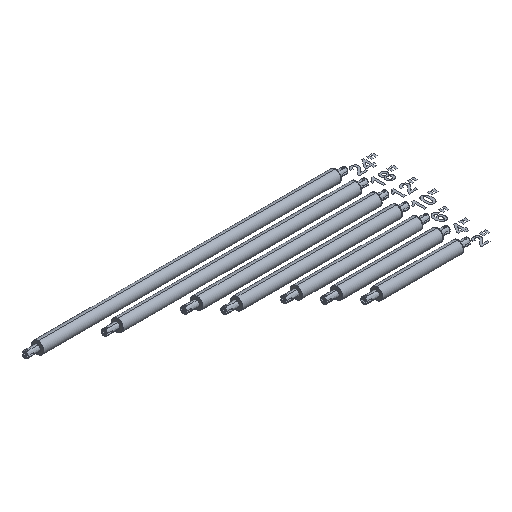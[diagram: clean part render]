
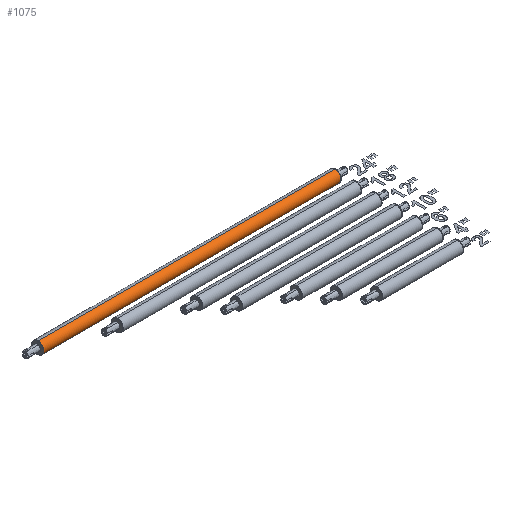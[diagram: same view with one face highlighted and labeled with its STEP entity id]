
A CAD part, isometric view. The second image highlights one B-rep face of the part: STEP entity #1075.
In plain terms, the highlighted free-form (B-spline) face has degree [2, 1] with [5, 2] control points.
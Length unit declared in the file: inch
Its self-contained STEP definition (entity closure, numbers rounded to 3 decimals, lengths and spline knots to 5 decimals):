
#1075=ADVANCED_FACE($,(#1610),#8148,.T.);
#1610=FACE_OUTER_BOUND($,#2145,.T.);
#2145=EDGE_LOOP($,(#2787,#2788,#2789,#2790));
#2787=ORIENTED_EDGE($,*,*,#5591,.T.);
#2788=ORIENTED_EDGE($,*,*,#5541,.F.);
#2789=ORIENTED_EDGE($,*,*,#5540,.F.);
#2790=ORIENTED_EDGE($,*,*,#5593,.F.);
#5540=EDGE_CURVE($,#7043,#7044,#8417,.T.);
#5541=EDGE_CURVE($,#7044,#7078,#8418,.T.);
#5591=EDGE_CURVE($,#7077,#7078,#8468,.T.);
#5593=EDGE_CURVE($,#7077,#7043,#8470,.T.);
#7043=VERTEX_POINT($,#10225);
#7044=VERTEX_POINT($,#10226);
#7077=VERTEX_POINT($,#10259);
#7078=VERTEX_POINT($,#10260);
#8148=(
BOUNDED_SURFACE()
B_SPLINE_SURFACE(2,1,((#10033,#10034),(#10035,#10036),(#10037,#10038),(#10039,
#10040),(#10041,#10042)),.UNSPECIFIED.,.F.,.F.,.F.)
B_SPLINE_SURFACE_WITH_KNOTS((3,2,3),(2,2),(-3.71074,-2.78305,
-1.85537),(0.,30.19287),.UNSPECIFIED.)
GEOMETRIC_REPRESENTATION_ITEM()
RATIONAL_B_SPLINE_SURFACE(((1.,1.),(0.707,0.707),
(1.,1.),(0.707,0.707),(1.,1.)))
REPRESENTATION_ITEM($)
SURFACE()
);
#8417=(
BOUNDED_CURVE()
B_SPLINE_CURVE(1,(#9450,#9451),.UNSPECIFIED.,.F.,.F.)
B_SPLINE_CURVE_WITH_KNOTS((2,2),(0.,30.19287),.UNSPECIFIED.)
CURVE()
GEOMETRIC_REPRESENTATION_ITEM()
RATIONAL_B_SPLINE_CURVE((1.,1.))
REPRESENTATION_ITEM($)
);
#8418=(
BOUNDED_CURVE()
B_SPLINE_CURVE(2,(#9452,#9453,#9454,#9455,#9456),.UNSPECIFIED.,.F.,.F.)
B_SPLINE_CURVE_WITH_KNOTS((3,2,3),(-3.71074,-2.78305,-1.85537),
.UNSPECIFIED.)
CURVE()
GEOMETRIC_REPRESENTATION_ITEM()
RATIONAL_B_SPLINE_CURVE((1.,0.707,1.,0.707,1.))
REPRESENTATION_ITEM($)
);
#8468=(
BOUNDED_CURVE()
B_SPLINE_CURVE(1,(#9675,#9676),.UNSPECIFIED.,.F.,.F.)
B_SPLINE_CURVE_WITH_KNOTS((2,2),(0.,30.19287),.UNSPECIFIED.)
CURVE()
GEOMETRIC_REPRESENTATION_ITEM()
RATIONAL_B_SPLINE_CURVE((1.,1.))
REPRESENTATION_ITEM($)
);
#8470=(
BOUNDED_CURVE()
B_SPLINE_CURVE(2,(#9682,#9683,#9684,#9685,#9686),.UNSPECIFIED.,.F.,.F.)
B_SPLINE_CURVE_WITH_KNOTS((3,2,3),(1.85537,2.78305,3.71074),
.UNSPECIFIED.)
CURVE()
GEOMETRIC_REPRESENTATION_ITEM()
RATIONAL_B_SPLINE_CURVE((1.,0.707,1.,0.707,1.))
REPRESENTATION_ITEM($)
);
#9450=CARTESIAN_POINT($,(-22.9049,13.6984,1.216));
#9451=CARTESIAN_POINT($,(7.28797,13.69844,1.21606));
#9452=CARTESIAN_POINT($,(7.28797,13.69844,1.21606));
#9453=CARTESIAN_POINT($,(7.28797,13.10786,1.21601));
#9454=CARTESIAN_POINT($,(7.28797,13.10791,0.62543));
#9455=CARTESIAN_POINT($,(7.28797,13.10795,0.03485));
#9456=CARTESIAN_POINT($,(7.28797,13.69854,0.03489));
#9675=CARTESIAN_POINT($,(-22.9049,13.69849,0.03486));
#9676=CARTESIAN_POINT($,(7.28797,13.69854,0.03489));
#9682=CARTESIAN_POINT($,(-22.9049,13.69849,0.03486));
#9683=CARTESIAN_POINT($,(-22.9049,13.10792,0.03481));
#9684=CARTESIAN_POINT($,(-22.9049,13.10788,0.62538));
#9685=CARTESIAN_POINT($,(-22.9049,13.10783,1.21595));
#9686=CARTESIAN_POINT($,(-22.9049,13.6984,1.216));
#10033=CARTESIAN_POINT($,(-22.9049,13.6984,1.216));
#10034=CARTESIAN_POINT($,(7.28797,13.69844,1.21606));
#10035=CARTESIAN_POINT($,(-22.9049,13.10783,1.21595));
#10036=CARTESIAN_POINT($,(7.28797,13.10786,1.21601));
#10037=CARTESIAN_POINT($,(-22.9049,13.10788,0.62538));
#10038=CARTESIAN_POINT($,(7.28797,13.10791,0.62543));
#10039=CARTESIAN_POINT($,(-22.9049,13.10792,0.03481));
#10040=CARTESIAN_POINT($,(7.28797,13.10795,0.03485));
#10041=CARTESIAN_POINT($,(-22.9049,13.69849,0.03486));
#10042=CARTESIAN_POINT($,(7.28797,13.69854,0.03489));
#10225=CARTESIAN_POINT($,(-22.9049,13.6984,1.216));
#10226=CARTESIAN_POINT($,(7.28797,13.69844,1.21606));
#10259=CARTESIAN_POINT($,(-22.9049,13.69849,0.03486));
#10260=CARTESIAN_POINT($,(7.28797,13.69854,0.03489));
